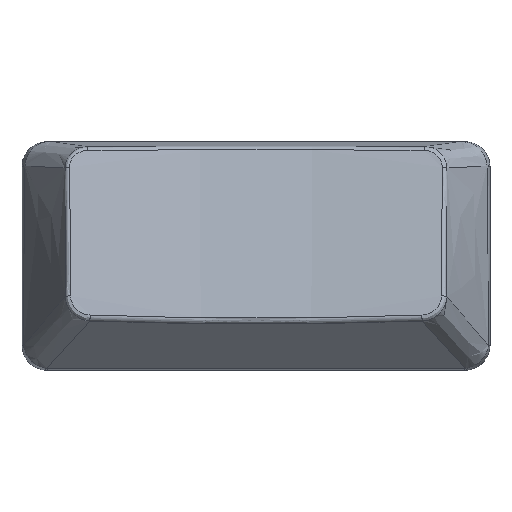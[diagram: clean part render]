
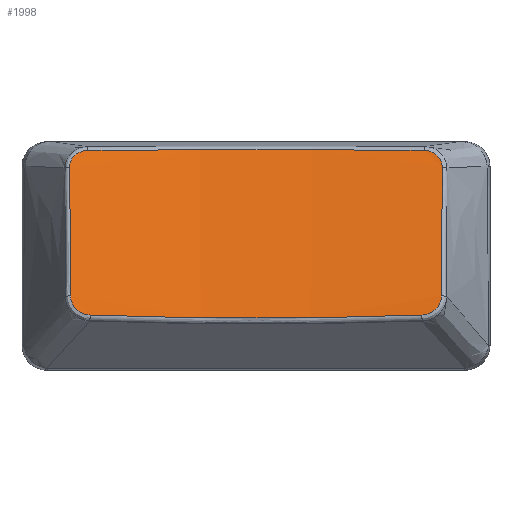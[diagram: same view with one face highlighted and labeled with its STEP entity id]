
A CAD part, top view. The second image highlights one B-rep face of the part: STEP entity #1998.
In plain terms, the highlighted free-form (B-spline) face has degree [1, 2] with [2, 3] control points.
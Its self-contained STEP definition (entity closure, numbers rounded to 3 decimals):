
#14=(
BOUNDED_SURFACE()
B_SPLINE_SURFACE(1,2,((#4953,#4954,#4955),(#4956,#4957,#4958)),
 .UNSPECIFIED.,.F.,.F.,.F.)
B_SPLINE_SURFACE_WITH_KNOTS((2,2),(3,3),(0.253,0.356),
(-1.681,-1.461),.UNSPECIFIED.)
GEOMETRIC_REPRESENTATION_ITEM()
RATIONAL_B_SPLINE_SURFACE(((1.,0.994,1.),(1.,0.994,
1.)))
REPRESENTATION_ITEM('')
SURFACE()
);
#229=B_SPLINE_CURVE_WITH_KNOTS('',3,(#4701,#4702,#4703,#4704),
 .UNSPECIFIED.,.F.,.F.,(4,4),(0.,1.063),.UNSPECIFIED.);
#230=B_SPLINE_CURVE_WITH_KNOTS('',3,(#4732,#4733,#4734,#4735,#4736),
 .UNSPECIFIED.,.F.,.F.,(4,1,4),(0.,0.098,0.228),
 .UNSPECIFIED.);
#231=B_SPLINE_CURVE_WITH_KNOTS('',3,(#4759,#4760,#4761,#4762),
 .UNSPECIFIED.,.F.,.F.,(4,4),(0.,2.685),
 .UNSPECIFIED.);
#232=B_SPLINE_CURVE_WITH_KNOTS('',3,(#4790,#4791,#4792,#4793,#4794),
 .UNSPECIFIED.,.F.,.F.,(4,1,4),(0.,0.13,0.228),
 .UNSPECIFIED.);
#234=B_SPLINE_CURVE_WITH_KNOTS('',3,(#4822,#4823,#4824,#4825),
 .UNSPECIFIED.,.F.,.F.,(4,4),(0.,1.063),.UNSPECIFIED.);
#236=B_SPLINE_CURVE_WITH_KNOTS('',3,(#4859,#4860,#4861,#4862,#4863),
 .UNSPECIFIED.,.F.,.F.,(4,1,4),(0.,0.105,0.245),
 .UNSPECIFIED.);
#238=B_SPLINE_CURVE_WITH_KNOTS('',3,(#4890,#4891,#4892,#4893),
 .UNSPECIFIED.,.F.,.F.,(4,4),(0.,2.648),
 .UNSPECIFIED.);
#239=B_SPLINE_CURVE_WITH_KNOTS('',3,(#4919,#4920,#4921,#4922,#4923),
 .UNSPECIFIED.,.F.,.F.,(4,1,4),(0.,0.14,
0.245),.UNSPECIFIED.);
#575=FACE_OUTER_BOUND('',#699,.T.);
#699=EDGE_LOOP('',(#1787,#1788,#1789,#1790,#1791,#1792,#1793,#1794));
#920=VERTEX_POINT('',#4697);
#921=VERTEX_POINT('',#4699);
#922=VERTEX_POINT('',#4730);
#923=VERTEX_POINT('',#4757);
#924=VERTEX_POINT('',#4788);
#925=VERTEX_POINT('',#4815);
#927=VERTEX_POINT('',#4851);
#929=VERTEX_POINT('',#4884);
#1208=EDGE_CURVE('',#921,#920,#229,.T.);
#1210=EDGE_CURVE('',#920,#922,#230,.T.);
#1212=EDGE_CURVE('',#922,#923,#231,.T.);
#1214=EDGE_CURVE('',#923,#924,#232,.T.);
#1217=EDGE_CURVE('',#924,#925,#234,.T.);
#1220=EDGE_CURVE('',#925,#927,#236,.T.);
#1223=EDGE_CURVE('',#927,#929,#238,.T.);
#1224=EDGE_CURVE('',#929,#921,#239,.T.);
#1787=ORIENTED_EDGE('',*,*,#1208,.F.);
#1788=ORIENTED_EDGE('',*,*,#1224,.F.);
#1789=ORIENTED_EDGE('',*,*,#1223,.F.);
#1790=ORIENTED_EDGE('',*,*,#1220,.F.);
#1791=ORIENTED_EDGE('',*,*,#1217,.F.);
#1792=ORIENTED_EDGE('',*,*,#1214,.F.);
#1793=ORIENTED_EDGE('',*,*,#1212,.F.);
#1794=ORIENTED_EDGE('',*,*,#1210,.F.);
#1998=ADVANCED_FACE('',(#575),#14,.T.);
#4697=CARTESIAN_POINT('',(-14.809,7.04,5.511));
#4699=CARTESIAN_POINT('',(-14.747,-3.184,8.436));
#4701=CARTESIAN_POINT('Ctrl Pts',(-14.747,-3.184,8.436));
#4702=CARTESIAN_POINT('Ctrl Pts',(-14.762,0.224,7.46));
#4703=CARTESIAN_POINT('Ctrl Pts',(-14.78,3.632,6.485));
#4704=CARTESIAN_POINT('Ctrl Pts',(-14.809,7.04,5.511));
#4730=CARTESIAN_POINT('',(-13.367,8.387,4.978));
#4732=CARTESIAN_POINT('Ctrl Pts',(-14.809,7.04,5.511));
#4733=CARTESIAN_POINT('Ctrl Pts',(-14.812,7.353,5.422));
#4734=CARTESIAN_POINT('Ctrl Pts',(-14.558,8.09,5.183));
#4735=CARTESIAN_POINT('Ctrl Pts',(-13.798,8.383,5.021));
#4736=CARTESIAN_POINT('Ctrl Pts',(-13.367,8.387,4.978));
#4757=CARTESIAN_POINT('',(13.367,8.387,4.978));
#4759=CARTESIAN_POINT('Ctrl Pts',(-13.367,8.387,4.978));
#4760=CARTESIAN_POINT('Ctrl Pts',(-4.485,8.465,4.097));
#4761=CARTESIAN_POINT('Ctrl Pts',(4.485,8.465,4.097));
#4762=CARTESIAN_POINT('Ctrl Pts',(13.367,8.387,4.978));
#4788=CARTESIAN_POINT('',(14.809,7.04,5.511));
#4790=CARTESIAN_POINT('Ctrl Pts',(13.367,8.387,4.978));
#4791=CARTESIAN_POINT('Ctrl Pts',(13.798,8.383,5.021));
#4792=CARTESIAN_POINT('Ctrl Pts',(14.558,8.09,5.183));
#4793=CARTESIAN_POINT('Ctrl Pts',(14.812,7.353,5.422));
#4794=CARTESIAN_POINT('Ctrl Pts',(14.809,7.04,5.511));
#4815=CARTESIAN_POINT('',(14.747,-3.184,8.436));
#4822=CARTESIAN_POINT('Ctrl Pts',(14.809,7.04,5.511));
#4823=CARTESIAN_POINT('Ctrl Pts',(14.78,3.632,6.485));
#4824=CARTESIAN_POINT('Ctrl Pts',(14.762,0.224,7.46));
#4825=CARTESIAN_POINT('Ctrl Pts',(14.747,-3.184,8.436));
#4851=CARTESIAN_POINT('',(13.187,-4.712,8.717));
#4859=CARTESIAN_POINT('Ctrl Pts',(14.747,-3.184,8.436));
#4860=CARTESIAN_POINT('Ctrl Pts',(14.746,-3.52,8.532));
#4861=CARTESIAN_POINT('Ctrl Pts',(14.456,-4.314,8.729));
#4862=CARTESIAN_POINT('Ctrl Pts',(13.65,-4.694,8.756));
#4863=CARTESIAN_POINT('Ctrl Pts',(13.187,-4.712,8.717));
#4884=CARTESIAN_POINT('',(-13.187,-4.712,8.717));
#4890=CARTESIAN_POINT('Ctrl Pts',(13.187,-4.712,8.717));
#4891=CARTESIAN_POINT('Ctrl Pts',(4.421,-5.051,7.978));
#4892=CARTESIAN_POINT('Ctrl Pts',(-4.421,-5.051,7.978));
#4893=CARTESIAN_POINT('Ctrl Pts',(-13.187,-4.712,8.717));
#4919=CARTESIAN_POINT('Ctrl Pts',(-13.187,-4.712,8.717));
#4920=CARTESIAN_POINT('Ctrl Pts',(-13.65,-4.694,8.756));
#4921=CARTESIAN_POINT('Ctrl Pts',(-14.456,-4.314,8.729));
#4922=CARTESIAN_POINT('Ctrl Pts',(-14.746,-3.52,8.532));
#4923=CARTESIAN_POINT('Ctrl Pts',(-14.747,-3.184,8.436));
#4953=CARTESIAN_POINT('Ctrl Pts',(14.81,-4.786,8.902));
#4954=CARTESIAN_POINT('Ctrl Pts',(0.,-5.207,
7.434));
#4955=CARTESIAN_POINT('Ctrl Pts',(-14.81,-4.786,8.902));
#4956=CARTESIAN_POINT('Ctrl Pts',(14.81,8.663,5.046));
#4957=CARTESIAN_POINT('Ctrl Pts',(0.,8.242,
3.578));
#4958=CARTESIAN_POINT('Ctrl Pts',(-14.81,8.663,5.046));
